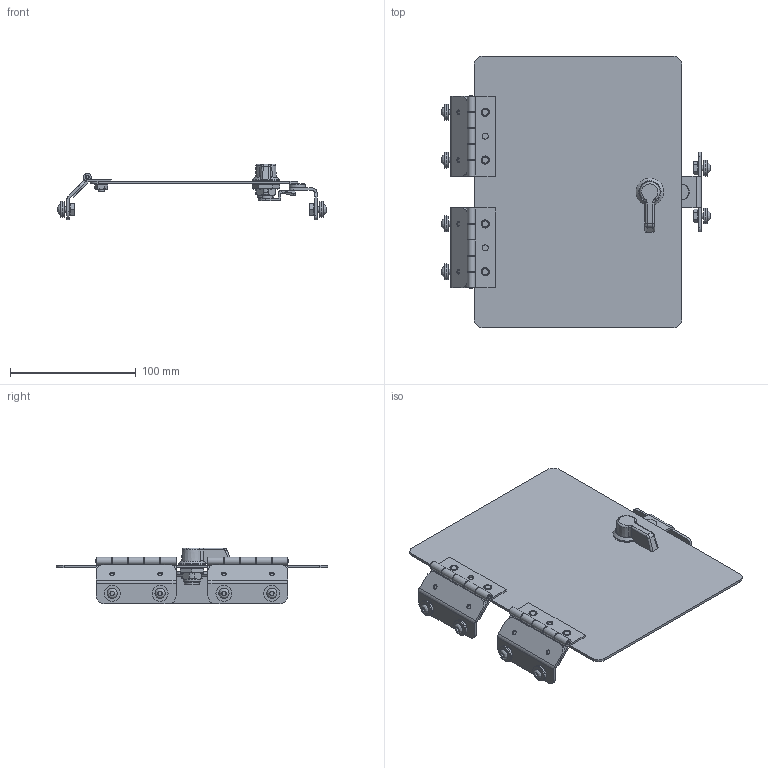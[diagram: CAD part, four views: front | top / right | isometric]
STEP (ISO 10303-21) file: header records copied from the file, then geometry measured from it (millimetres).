
FILE_DESCRIPTION (( 'STEP AP214' ), '1' );
FILE_NAME ('SCE-DFJ1008.STEP', '2022-07-26T10:47:33', ( '' ), ( '' ), 'SwSTEP 2.0', 'SolidWorks 2021', '' );
FILE_SCHEMA (( 'AUTOMOTIVE_DESIGN' ));
Length unit declared in the file: inch
Products named in the file (1): SCE-DFJ1008
Bounding box: 213.26 x 215.9 x 44.36 mm (x, y, z)
Volume: 105255.2 mm3; surface area: 115906.7 mm2
Topology: 46 solids, 46 shells, 1380 faces, 3649 edges, 2416 vertices
Faces by surface type: plane 962, cylinder 202, torus 132, cone 50, sphere 24, bspline 10
Full cylindrical faces by diameter (mm): 1.8 x1, 3.048 x2, 3.454 x8, 3.607 x4, 3.65 x1, 4 x3, 4.318 x6, 4.775 x6, 4.826 x10, 4.902 x4, 6.325 x6, 6.35 x10, 6.502 x4, 9.85 x1, 10.1 x1, 12.446 x6, 12.5 x1, 12.65 x1, 12.7 x7, 14 x2, 16.1 x1, 17.2 x1, 21 x1, 22 x1
Entity records: 46797 total; most frequent: CARTESIAN_POINT 12889, ORIENTED_EDGE 6896, DIRECTION 6797, EDGE_CURVE 3448, AXIS2_PLACEMENT_3D 2659, VERTEX_POINT 2366, EDGE_LOOP 1684, FACE_OUTER_BOUND 1482
